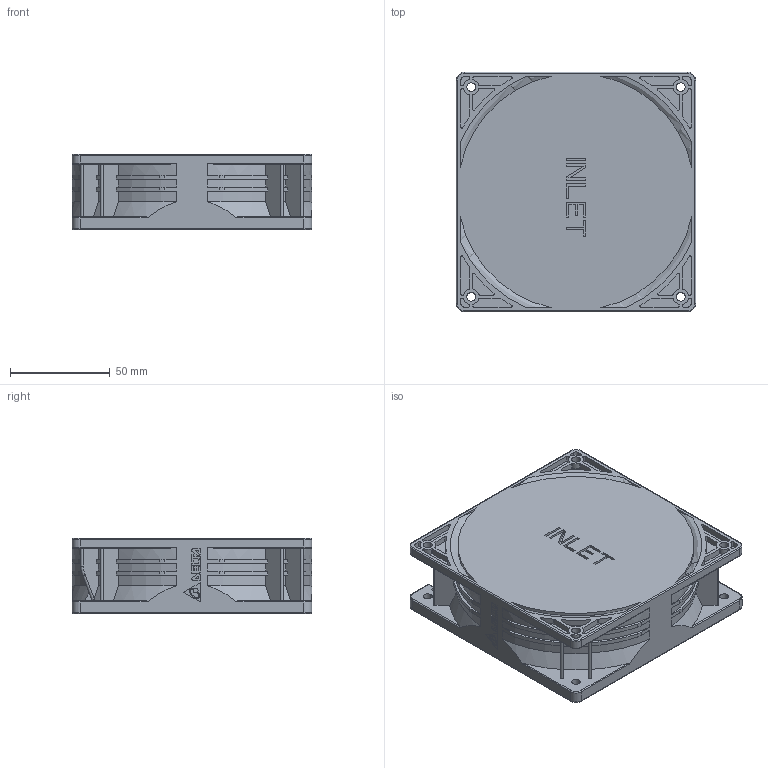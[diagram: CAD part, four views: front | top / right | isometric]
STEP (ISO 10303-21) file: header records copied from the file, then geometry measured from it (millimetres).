
FILE_DESCRIPTION((''),'2;1');
FILE_NAME('PFB1212SE-00','2022-08-26T',('DONGPENG.PAN'),(''),'CREO PARAMETRIC BY PTC INC, 2015080','CREO PARAMETRIC BY PTC INC, 2015080','');
FILE_SCHEMA(('CONFIG_CONTROL_DESIGN'));
Length unit declared in the file: millimetre
Products named in the file (1): PFB1212SE-00
Bounding box: 120 x 120 x 38 mm (x, y, z)
Volume: 464609 mm3; surface area: 64639 mm2
Topology: 1 solids, 1 shells, 906 faces, 2504 edges, 1653 vertices
Faces by surface type: plane 462, cylinder 379, cone 26, torus 26, bspline 5, sphere 4, extrusion 4
Entity records: 30802 total; most frequent: CARTESIAN_POINT 7055, ORIENTED_EDGE 5000, DIRECTION 4983, EDGE_CURVE 2500, AXIS2_PLACEMENT_3D 1698, VERTEX_POINT 1653, VECTOR 1587, LINE 1583
